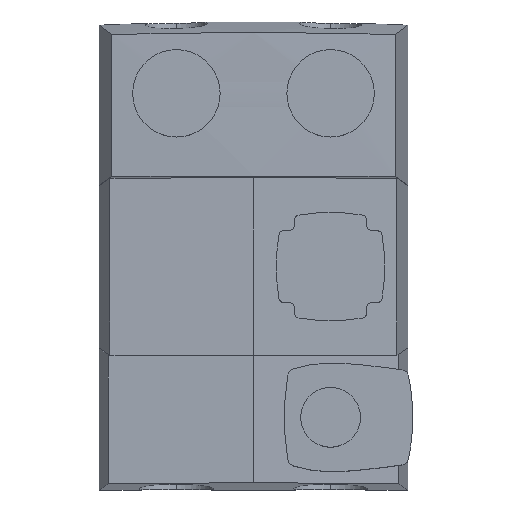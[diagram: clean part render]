
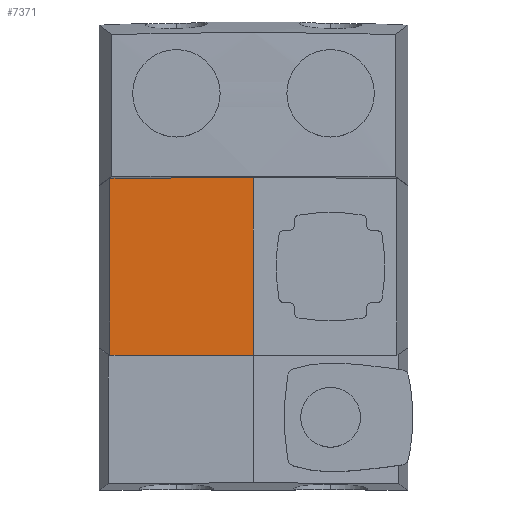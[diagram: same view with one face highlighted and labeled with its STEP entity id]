
A CAD part, top view. The second image highlights one B-rep face of the part: STEP entity #7371.
In plain terms, the highlighted cylindrical face has radius 2500 mm (diameter 5000 mm), a partial arc.
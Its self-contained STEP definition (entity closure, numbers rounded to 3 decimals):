
#111 = VERTEX_POINT ( 'NONE', #6435 ) ;
#160 = VERTEX_POINT ( 'NONE', #686 ) ;
#405 = LINE ( 'NONE', #6292, #7208 ) ;
#517 = EDGE_LOOP ( 'NONE', ( #7266, #5774, #3191, #7138 ) ) ;
#518 = CARTESIAN_POINT ( 'NONE',  ( 0., -72.116, 92.182 ) ) ;
#686 = CARTESIAN_POINT ( 'NONE',  ( -116.333, -71.751, 89.474 ) ) ;
#974 = VECTOR ( 'NONE', #4787, 1000. ) ;
#1076 = VERTEX_POINT ( 'NONE', #518 ) ;
#1307 = CARTESIAN_POINT ( 'NONE',  ( -116.333, 71.751, 89.474 ) ) ;
#1537 = DIRECTION ( 'NONE',  ( 0., 1., 0. ) ) ;
#1756 = CARTESIAN_POINT ( 'NONE',  ( -116.333, -80., 89.474 ) ) ;
#2448 = CYLINDRICAL_SURFACE ( 'NONE', #5009, 2500. ) ;
#2896 = EDGE_CURVE ( 'NONE', #160, #111, #4714, .T. ) ;
#3054 = EDGE_CURVE ( 'NONE', #1076, #160, #3902, .T. ) ;
#3180 = CARTESIAN_POINT ( 'NONE',  ( -116.333, -71.751, 89.474 ) ) ;
#3191 = ORIENTED_EDGE ( 'NONE', *, *, #5729, .F. ) ;
#3574 = DIRECTION ( 'NONE',  ( 0., 1., 0. ) ) ;
#3756 = CARTESIAN_POINT ( 'NONE',  ( -96.977, -71.872, 90.376 ) ) ;
#3902 = B_SPLINE_CURVE_WITH_KNOTS ( 'NONE', 3,
 ( #5524, #4354, #6732, #3756, #3180 ),
 .UNSPECIFIED., .F., .F.,
 ( 4, 1, 4 ),
 ( 9.558, 9.616, 9.674 ),
 .UNSPECIFIED. ) ;
#4354 = CARTESIAN_POINT ( 'NONE',  ( -19.422, -72.116, 92.182 ) ) ;
#4714 = LINE ( 'NONE', #1756, #974 ) ;
#4764 = VERTEX_POINT ( 'NONE', #5740 ) ;
#4787 = DIRECTION ( 'NONE',  ( 0., 1., 0. ) ) ;
#5009 = AXIS2_PLACEMENT_3D ( 'NONE', #6631, #3574, #7120 ) ;
#5418 = FACE_OUTER_BOUND ( 'NONE', #517, .T. ) ;
#5524 = CARTESIAN_POINT ( 'NONE',  ( 0., -72.116, 92.182 ) ) ;
#5729 = EDGE_CURVE ( 'NONE', #111, #4764, #7201, .T. ) ;
#5740 = CARTESIAN_POINT ( 'NONE',  ( 0., 72.116, 92.182 ) ) ;
#5774 = ORIENTED_EDGE ( 'NONE', *, *, #6818, .T. ) ;
#6076 = CARTESIAN_POINT ( 'NONE',  ( -77.555, 71.994, 91.28 ) ) ;
#6292 = CARTESIAN_POINT ( 'NONE',  ( 0., -80., 92.182 ) ) ;
#6435 = CARTESIAN_POINT ( 'NONE',  ( -116.333, 71.751, 89.474 ) ) ;
#6600 = CARTESIAN_POINT ( 'NONE',  ( -38.778, 72.116, 92.182 ) ) ;
#6631 = CARTESIAN_POINT ( 'NONE',  ( 0., -80., -2407.818 ) ) ;
#6732 = CARTESIAN_POINT ( 'NONE',  ( -58.233, -72.055, 91.729 ) ) ;
#6818 = EDGE_CURVE ( 'NONE', #1076, #4764, #405, .T. ) ;
#7120 = DIRECTION ( 'NONE',  ( 0., 0., 1. ) ) ;
#7138 = ORIENTED_EDGE ( 'NONE', *, *, #2896, .F. ) ;
#7174 = CARTESIAN_POINT ( 'NONE',  ( 0., 72.116, 92.182 ) ) ;
#7201 = B_SPLINE_CURVE_WITH_KNOTS ( 'NONE', 3,
 ( #1307, #6076, #6600, #7174 ),
 .UNSPECIFIED., .F., .F.,
 ( 4, 4 ),
 ( 0.014, 0.13 ),
 .UNSPECIFIED. ) ;
#7208 = VECTOR ( 'NONE', #1537, 1000. ) ;
#7266 = ORIENTED_EDGE ( 'NONE', *, *, #3054, .F. ) ;
#7371 = ADVANCED_FACE ( 'NONE', ( #5418 ), #2448, .T. ) ;
